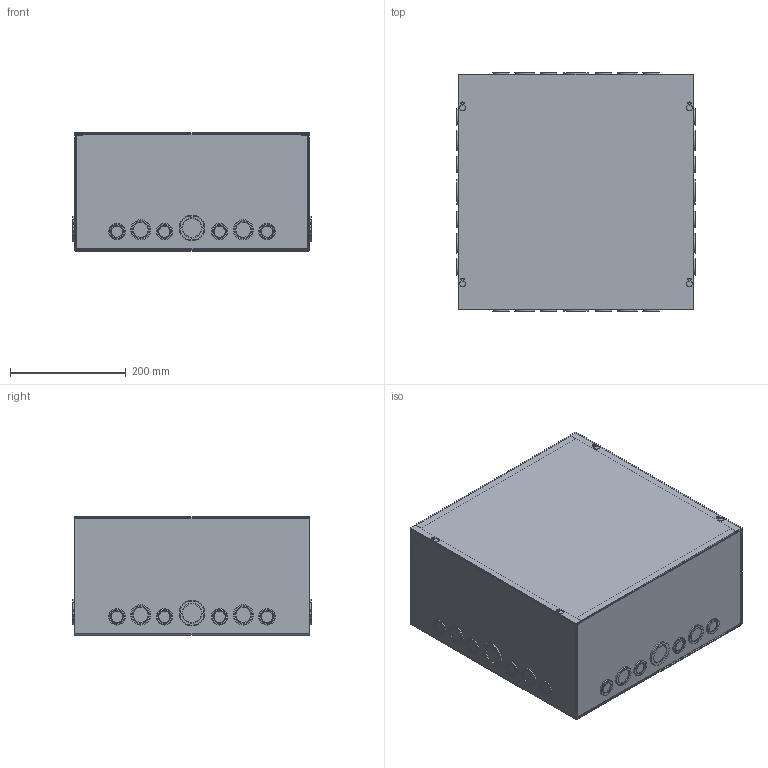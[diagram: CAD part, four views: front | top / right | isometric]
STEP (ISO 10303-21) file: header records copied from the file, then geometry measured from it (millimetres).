
FILE_DESCRIPTION (( 'STEP AP203' ), '1' );
FILE_NAME ('CSKOG16168_Default.step', '2019-11-13T16:50:50', ( '' ), ( '' ), 'SwSTEP 2.0', 'SolidWorks 2019', '' );
FILE_SCHEMA (( 'CONFIG_CONTROL_DESIGN' ));
Length unit declared in the file: inch
Products named in the file (1): CSKOG16168_Default
Bounding box: 412.34 x 412.34 x 204.65 mm (x, y, z)
Volume: 1021535.8 mm3; surface area: 1421407.5 mm2
Topology: 4 solids, 4 shells, 541 faces, 1214 edges, 798 vertices
Faces by surface type: cylinder 296, plane 237, bspline 4, cone 4
Entity records: 15665 total; most frequent: DIRECTION 2892, CARTESIAN_POINT 2822, ORIENTED_EDGE 2428, EDGE_CURVE 1214, AXIS2_PLACEMENT_3D 1144, VERTEX_POINT 798, EDGE_LOOP 692, CIRCLE 606
